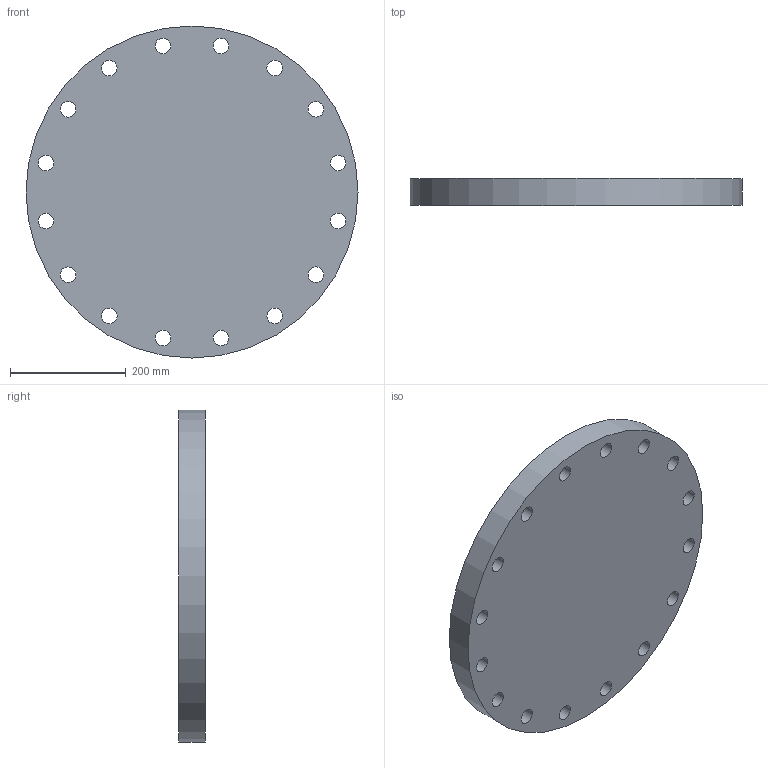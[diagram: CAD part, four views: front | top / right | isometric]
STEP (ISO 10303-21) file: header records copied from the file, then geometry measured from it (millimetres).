
FILE_DESCRIPTION(/* description */ ('PP/Steel Blind Flange acc. EN1092-2 PN10/16, Ø400/DN400'),/* implementation_level */ '2;1');
FILE_NAME(/* name */ 'FCS400'/* time_stamp */ '2021-11-10T16:27:26+01:00',/* author */ ('COAB Solutions'),/* organization */ ('GPA Flowsystem'),/* preprocessor_version */ '',/* originating_system */ 'www.coabsolutions.com',/* authorisation */ '');
FILE_SCHEMA (('AUTOMOTIVE_DESIGN { 1 0 10303 214 3 1 1 }'));
Length unit declared in the file: millimetre
Products named in the file (1): FCS400
Bounding box: 574 x 46 x 574 mm (x, y, z)
Volume: 11482012.2 mm3; surface area: 644598.3 mm2
Topology: 1 solids, 1 shells, 19 faces, 51 edges, 34 vertices
Faces by surface type: cylinder 17, plane 2
Full cylindrical faces by diameter (mm): 27 x16, 574 x1
Entity records: 724 total; most frequent: DIRECTION 125, CARTESIAN_POINT 105, ORIENTED_EDGE 102, AXIS2_PLACEMENT_3D 54, EDGE_LOOP 51, EDGE_CURVE 51, CIRCLE 34, VERTEX_POINT 34
